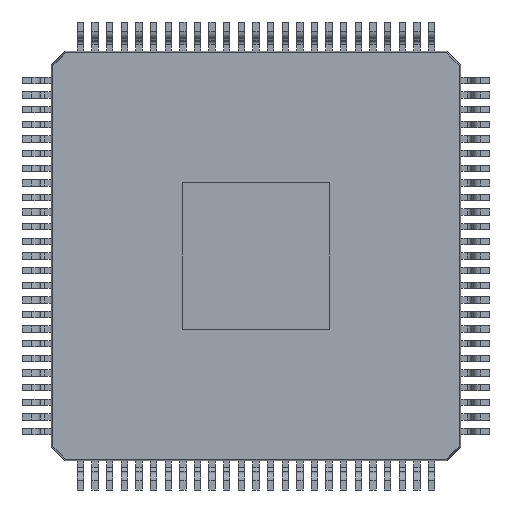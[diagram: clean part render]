
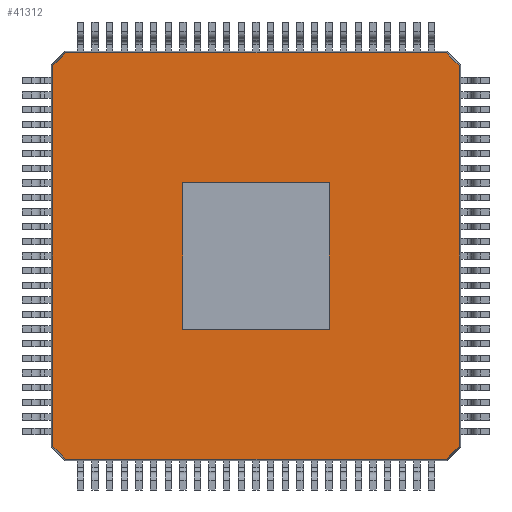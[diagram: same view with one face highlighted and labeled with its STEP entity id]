
A CAD part, front view. The second image highlights one B-rep face of the part: STEP entity #41312.
In plain terms, the highlighted planar face has unit normal (0, -1, 0).
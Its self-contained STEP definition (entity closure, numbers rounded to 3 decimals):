
#390 = CARTESIAN_POINT ( 'NONE',  ( -6.945, 0.15, -6.51 ) ) ;
#549 = EDGE_CURVE ( 'NONE', #42895, #6152, #12243, .T. ) ;
#785 = DIRECTION ( 'NONE',  ( 0.707, 0., -0.707 ) ) ;
#961 = LINE ( 'NONE', #22578, #3600 ) ;
#1165 = VECTOR ( 'NONE', #25440, 1000. ) ;
#1438 = DIRECTION ( 'NONE',  ( -1., 0., 0. ) ) ;
#2996 = DIRECTION ( 'NONE',  ( -0.707, 0., 0.707 ) ) ;
#3478 = VECTOR ( 'NONE', #1438, 1000. ) ;
#3584 = VERTEX_POINT ( 'NONE', #23251 ) ;
#3600 = VECTOR ( 'NONE', #785, 1000. ) ;
#4208 = AXIS2_PLACEMENT_3D ( 'NONE', #17879, #28086, #20727 ) ;
#4510 = DIRECTION ( 'NONE',  ( 1., 0., 0. ) ) ;
#4817 = FACE_OUTER_BOUND ( 'NONE', #5215, .T. ) ;
#5215 = EDGE_LOOP ( 'NONE', ( #44409, #43166, #43310, #11415, #10933, #9389, #18696, #41429 ) ) ;
#6152 = VERTEX_POINT ( 'NONE', #16186 ) ;
#8226 = CARTESIAN_POINT ( 'NONE',  ( 6.733, 0.15, 6.945 ) ) ;
#9389 = ORIENTED_EDGE ( 'NONE', *, *, #34087, .T. ) ;
#10361 = LINE ( 'NONE', #11199, #1165 ) ;
#10933 = ORIENTED_EDGE ( 'NONE', *, *, #37960, .T. ) ;
#11199 = CARTESIAN_POINT ( 'NONE',  ( -6.945, 0.15, 6.733 ) ) ;
#11415 = ORIENTED_EDGE ( 'NONE', *, *, #22140, .T. ) ;
#12211 = VECTOR ( 'NONE', #2996, 1000. ) ;
#12243 = LINE ( 'NONE', #18447, #24705 ) ;
#13733 = VERTEX_POINT ( 'NONE', #23475 ) ;
#13756 = CARTESIAN_POINT ( 'NONE',  ( 7.102, 0.15, 6.353 ) ) ;
#14035 = LINE ( 'NONE', #25124, #20009 ) ;
#15529 = LINE ( 'NONE', #13756, #12211 ) ;
#16186 = CARTESIAN_POINT ( 'NONE',  ( -6.945, 0.15, 6.51 ) ) ;
#17879 = CARTESIAN_POINT ( 'NONE',  ( 0., 0.15, 0. ) ) ;
#18447 = CARTESIAN_POINT ( 'NONE',  ( -6.353, 0.15, 7.102 ) ) ;
#18696 = ORIENTED_EDGE ( 'NONE', *, *, #549, .T. ) ;
#19261 = CARTESIAN_POINT ( 'NONE',  ( -6.51, 0.15, 6.945 ) ) ;
#19407 = CARTESIAN_POINT ( 'NONE',  ( 6.945, 0.15, -6.733 ) ) ;
#20009 = VECTOR ( 'NONE', #4510, 1000. ) ;
#20727 = DIRECTION ( 'NONE',  ( 0., 0., -1. ) ) ;
#20807 = CARTESIAN_POINT ( 'NONE',  ( 6.51, 0.15, 6.945 ) ) ;
#21190 = LINE ( 'NONE', #19407, #26045 ) ;
#22140 = EDGE_CURVE ( 'NONE', #3584, #35264, #21190, .T. ) ;
#22578 = CARTESIAN_POINT ( 'NONE',  ( -7.102, 0.15, -6.353 ) ) ;
#23251 = CARTESIAN_POINT ( 'NONE',  ( 6.945, 0.15, -6.51 ) ) ;
#23475 = CARTESIAN_POINT ( 'NONE',  ( 6.51, 0.15, -6.945 ) ) ;
#23697 = CARTESIAN_POINT ( 'NONE',  ( 6.945, 0.15, 6.51 ) ) ;
#24705 = VECTOR ( 'NONE', #28949, 1000. ) ;
#25080 = VECTOR ( 'NONE', #36542, 1000. ) ;
#25124 = CARTESIAN_POINT ( 'NONE',  ( -6.733, 0.15, -6.945 ) ) ;
#25440 = DIRECTION ( 'NONE',  ( 0., 0., -1. ) ) ;
#25606 = LINE ( 'NONE', #29424, #25080 ) ;
#26045 = VECTOR ( 'NONE', #43531, 1000. ) ;
#26855 = EDGE_CURVE ( 'NONE', #42028, #35167, #961, .T. ) ;
#28086 = DIRECTION ( 'NONE',  ( 0., -1., 0. ) ) ;
#28909 = EDGE_CURVE ( 'NONE', #13733, #3584, #25606, .T. ) ;
#28949 = DIRECTION ( 'NONE',  ( -0.707, 0., -0.707 ) ) ;
#29424 = CARTESIAN_POINT ( 'NONE',  ( 6.353, 0.15, -7.102 ) ) ;
#29471 = LINE ( 'NONE', #8226, #3478 ) ;
#31328 = EDGE_CURVE ( 'NONE', #35167, #13733, #14035, .T. ) ;
#31426 = PLANE ( 'NONE',  #4208 ) ;
#34087 = EDGE_CURVE ( 'NONE', #43809, #42895, #29471, .T. ) ;
#35167 = VERTEX_POINT ( 'NONE', #39123 ) ;
#35264 = VERTEX_POINT ( 'NONE', #23697 ) ;
#36542 = DIRECTION ( 'NONE',  ( 0.707, 0., 0.707 ) ) ;
#37960 = EDGE_CURVE ( 'NONE', #35264, #43809, #15529, .T. ) ;
#39123 = CARTESIAN_POINT ( 'NONE',  ( -6.51, 0.15, -6.945 ) ) ;
#40830 = EDGE_CURVE ( 'NONE', #6152, #42028, #10361, .T. ) ;
#41312 = ADVANCED_FACE ( 'NONE', ( #4817 ), #31426, .T. ) ;
#41429 = ORIENTED_EDGE ( 'NONE', *, *, #40830, .T. ) ;
#42028 = VERTEX_POINT ( 'NONE', #390 ) ;
#42895 = VERTEX_POINT ( 'NONE', #19261 ) ;
#43166 = ORIENTED_EDGE ( 'NONE', *, *, #31328, .T. ) ;
#43310 = ORIENTED_EDGE ( 'NONE', *, *, #28909, .T. ) ;
#43531 = DIRECTION ( 'NONE',  ( 0., 0., 1. ) ) ;
#43809 = VERTEX_POINT ( 'NONE', #20807 ) ;
#44409 = ORIENTED_EDGE ( 'NONE', *, *, #26855, .T. ) ;
